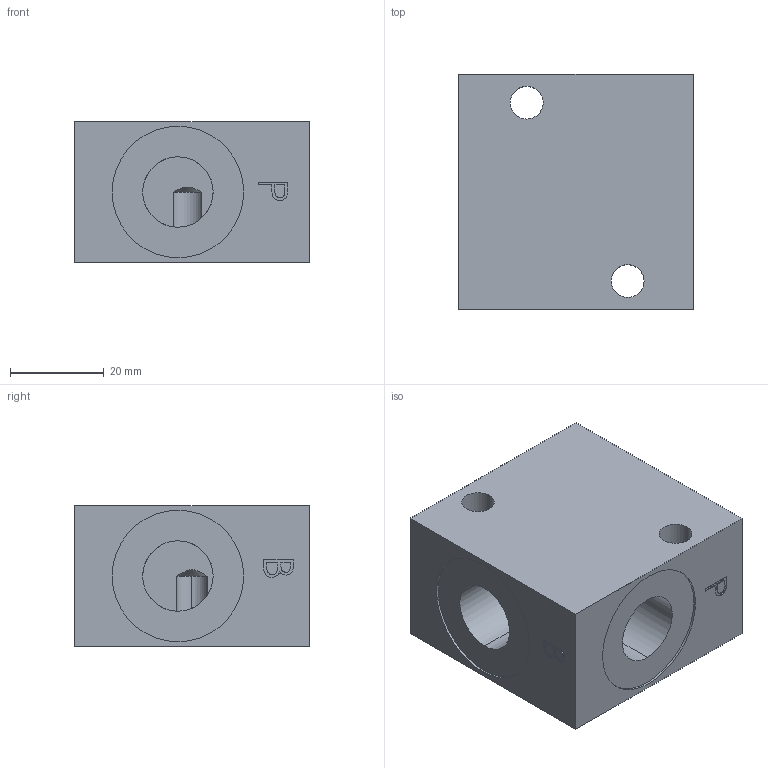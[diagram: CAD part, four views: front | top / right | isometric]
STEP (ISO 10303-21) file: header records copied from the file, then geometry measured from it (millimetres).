
FILE_DESCRIPTION (( 'STEP AP203' ), '1' );
FILE_NAME ('1011100.STEP', '2017-09-22T07:58:38', ( 'HP' ), ( '' ), 'SwSTEP 2.0', 'SolidWorks 2016', '' );
FILE_SCHEMA (( 'CONFIG_CONTROL_DESIGN' ));
Length unit declared in the file: millimetre
Products named in the file (2): 1011100
Bounding box: 50 x 50 x 30 mm (x, y, z)
Volume: 56687.7 mm3; surface area: 17034.2 mm2
Topology: 1 solids, 1 shells, 134 faces, 344 edges, 217 vertices
Faces by surface type: plane 58, cylinder 42, cone 19, bspline 15
Entity records: 5164 total; most frequent: CARTESIAN_POINT 1856, ORIENTED_EDGE 664, DIRECTION 609, EDGE_CURVE 332, VERTEX_POINT 217, AXIS2_PLACEMENT_3D 204, LINE 201, VECTOR 201
